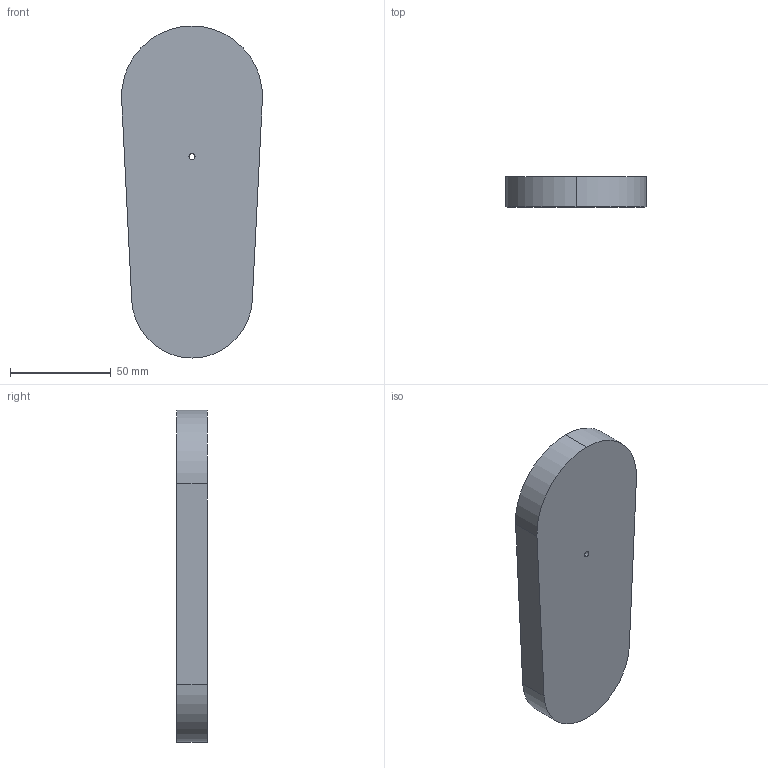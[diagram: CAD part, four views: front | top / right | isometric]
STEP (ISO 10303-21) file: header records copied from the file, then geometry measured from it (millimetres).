
FILE_DESCRIPTION (( 'STEP AP203' ), '1' );
FILE_NAME ('63LBBBL1A-LG-19.STEP', '2024-12-19T12:18:24', ( '' ), ( '' ), 'SwSTEP 2.0', 'SolidWorks 2024', '' );
FILE_SCHEMA (( 'CONFIG_CONTROL_DESIGN' ));
Length unit declared in the file: millimetre
Products named in the file (1): 63LBBBL1A-LG-19_配置A
Bounding box: 69.91 x 15 x 165 mm (x, y, z)
Volume: 146691.4 mm3; surface area: 26503.6 mm2
Topology: 1 solids, 1 shells, 43 faces, 101 edges, 54 vertices
Faces by surface type: cone 20, cylinder 19, plane 4
Entity records: 1218 total; most frequent: DIRECTION 221, CARTESIAN_POINT 187, ORIENTED_EDGE 178, EDGE_CURVE 89, AXIS2_PLACEMENT_3D 88, VERTEX_POINT 54, EDGE_LOOP 51, VECTOR 45
